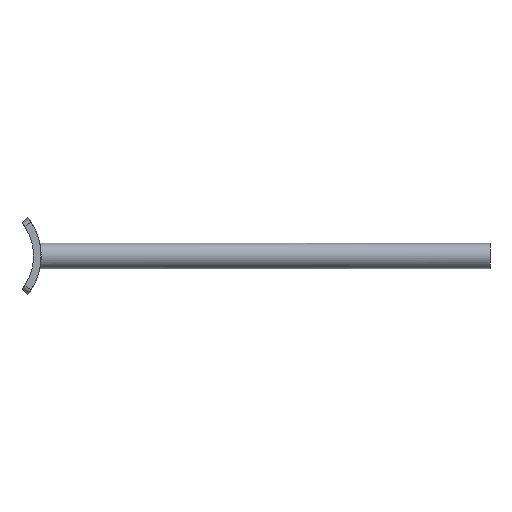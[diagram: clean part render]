
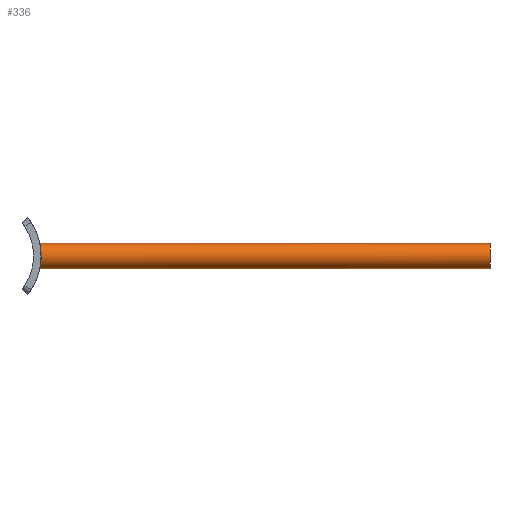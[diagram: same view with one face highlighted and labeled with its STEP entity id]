
A CAD part, front view. The second image highlights one B-rep face of the part: STEP entity #336.
In plain terms, the highlighted cylindrical face has radius 5 mm (diameter 10 mm), a partial arc.
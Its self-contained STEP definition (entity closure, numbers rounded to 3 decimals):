
#1 = CARTESIAN_POINT ( 'NONE',  ( 180., 0., 5. ) ) ;
#21 = VERTEX_POINT ( 'NONE', #723 ) ;
#24 = CARTESIAN_POINT ( 'NONE',  ( 2.511, -1.297, 4.84 ) ) ;
#35 = CARTESIAN_POINT ( 'NONE',  ( 2.478, -0.327, -5. ) ) ;
#47 = CARTESIAN_POINT ( 'NONE',  ( 180., 0., 5. ) ) ;
#108 = CARTESIAN_POINT ( 'NONE',  ( 2.672, -3.051, -3.974 ) ) ;
#114 = CARTESIAN_POINT ( 'NONE',  ( 2.967, -4.839, -1.3 ) ) ;
#125 = CARTESIAN_POINT ( 'NONE',  ( 2.967, -4.839, 1.3 ) ) ;
#126 = DIRECTION ( 'NONE',  ( -1., 0., 0. ) ) ;
#127 = ORIENTED_EDGE ( 'NONE', *, *, #578, .T. ) ;
#134 = CARTESIAN_POINT ( 'NONE',  ( 180., 0., -5. ) ) ;
#135 = CARTESIAN_POINT ( 'NONE',  ( 180., 0., -5. ) ) ;
#148 = CIRCLE ( 'NONE', #242, 5. ) ;
#173 = CARTESIAN_POINT ( 'NONE',  ( 2.706, -3.303, -3.768 ) ) ;
#177 = CARTESIAN_POINT ( 'NONE',  ( 2.706, -3.306, 3.765 ) ) ;
#183 = CARTESIAN_POINT ( 'NONE',  ( 2.531, -1.615, 4.743 ) ) ;
#186 = ORIENTED_EDGE ( 'NONE', *, *, #270, .T. ) ;
#196 = CARTESIAN_POINT ( 'NONE',  ( 180., 0., 0. ) ) ;
#228 = VECTOR ( 'NONE', #688, 1000. ) ;
#242 = AXIS2_PLACEMENT_3D ( 'NONE', #553, #245, #639 ) ;
#245 = DIRECTION ( 'NONE',  ( 1., 0., 0. ) ) ;
#247 = CARTESIAN_POINT ( 'NONE',  ( 2.511, -1.302, -4.839 ) ) ;
#258 = CARTESIAN_POINT ( 'NONE',  ( 3., -5., -0.325 ) ) ;
#264 = CARTESIAN_POINT ( 'NONE',  ( 2.993, -4.967, -0.658 ) ) ;
#269 = CARTESIAN_POINT ( 'NONE',  ( 2.485, -0.657, 4.967 ) ) ;
#270 = EDGE_CURVE ( 'NONE', #934, #357, #454, .T. ) ;
#322 = CARTESIAN_POINT ( 'NONE',  ( 2.478, 0., 5. ) ) ;
#336 = ADVANCED_FACE ( 'NONE', ( #936 ), #732, .T. ) ;
#338 = CARTESIAN_POINT ( 'NONE',  ( 2.899, -4.485, -2.216 ) ) ;
#357 = VERTEX_POINT ( 'NONE', #520 ) ;
#402 = EDGE_CURVE ( 'NONE', #698, #21, #587, .T. ) ;
#407 = CARTESIAN_POINT ( 'NONE',  ( 2.478, 0., -5. ) ) ;
#412 = CARTESIAN_POINT ( 'NONE',  ( 2.485, -0.659, -4.967 ) ) ;
#424 = CARTESIAN_POINT ( 'NONE',  ( 2.855, -4.246, -2.645 ) ) ;
#435 = DIRECTION ( 'NONE',  ( -1., 0., 0. ) ) ;
#454 = LINE ( 'NONE', #1, #228 ) ;
#461 = VECTOR ( 'NONE', #435, 1000. ) ;
#473 = CARTESIAN_POINT ( 'NONE',  ( 2.58, -2.218, -4.493 ) ) ;
#475 = ORIENTED_EDGE ( 'NONE', *, *, #902, .F. ) ;
#479 = CARTESIAN_POINT ( 'NONE',  ( 2.912, -4.556, -2.067 ) ) ;
#490 = CARTESIAN_POINT ( 'NONE',  ( 2.609, -2.51, -4.336 ) ) ;
#505 = EDGE_LOOP ( 'NONE', ( #509, #475, #186, #127 ) ) ;
#509 = ORIENTED_EDGE ( 'NONE', *, *, #402, .F. ) ;
#520 = CARTESIAN_POINT ( 'NONE',  ( 2.478, 0., 5. ) ) ;
#544 = CARTESIAN_POINT ( 'NONE',  ( 2.478, -0.331, 5. ) ) ;
#549 = CARTESIAN_POINT ( 'NONE',  ( 2.871, -4.338, 2.507 ) ) ;
#550 = DIRECTION ( 'NONE',  ( 0., 0., 1. ) ) ;
#553 = CARTESIAN_POINT ( 'NONE',  ( 180., 0., 0. ) ) ;
#556 = CARTESIAN_POINT ( 'NONE',  ( 2.774, -3.766, 3.305 ) ) ;
#563 = CARTESIAN_POINT ( 'NONE',  ( 2.809, -3.975, -3.05 ) ) ;
#568 = CARTESIAN_POINT ( 'NONE',  ( 2.948, -4.745, -1.612 ) ) ;
#578 = EDGE_CURVE ( 'NONE', #357, #21, #646, .T. ) ;
#587 = LINE ( 'NONE', #135, #461 ) ;
#624 = CARTESIAN_POINT ( 'NONE',  ( 2.609, -2.507, 4.338 ) ) ;
#629 = CARTESIAN_POINT ( 'NONE',  ( 2.58, -2.22, 4.492 ) ) ;
#639 = DIRECTION ( 'NONE',  ( 0., 0., -1. ) ) ;
#642 = CARTESIAN_POINT ( 'NONE',  ( 2.672, -3.05, 3.975 ) ) ;
#646 = B_SPLINE_CURVE_WITH_KNOTS ( 'NONE', 3,
 ( #322, #544, #269, #24, #183, #629, #624, #642, #177, #556, #935, #549, #731, #718, #125, #930, #863, #258, #264, #114, #568, #479, #338, #947, #424, #563, #868, #173, #108, #490, #473, #712, #247, #412, #35, #407 ),
 .UNSPECIFIED., .F., .F.,
 ( 4, 2, 2, 2, 2, 2, 2, 2, 2, 2, 2, 2, 2, 2, 2, 2, 2, 4 ),
 ( 0., 0.001, 0.002, 0.003, 0.004, 0.005, 0.006, 0.007, 0.008, 0.009, 0.01, 0.01, 0.011, 0.012, 0.013, 0.014, 0.015, 0.016 ),
 .UNSPECIFIED. ) ;
#688 = DIRECTION ( 'NONE',  ( -1., 0., 0. ) ) ;
#698 = VERTEX_POINT ( 'NONE', #134 ) ;
#712 = CARTESIAN_POINT ( 'NONE',  ( 2.531, -1.613, -4.744 ) ) ;
#718 = CARTESIAN_POINT ( 'NONE',  ( 2.948, -4.743, 1.616 ) ) ;
#723 = CARTESIAN_POINT ( 'NONE',  ( 2.478, 0., -5. ) ) ;
#731 = CARTESIAN_POINT ( 'NONE',  ( 2.9, -4.493, 2.218 ) ) ;
#732 = CYLINDRICAL_SURFACE ( 'NONE', #765, 5. ) ;
#765 = AXIS2_PLACEMENT_3D ( 'NONE', #196, #126, #550 ) ;
#863 = CARTESIAN_POINT ( 'NONE',  ( 3., -5., 0.329 ) ) ;
#868 = CARTESIAN_POINT ( 'NONE',  ( 2.775, -3.767, -3.304 ) ) ;
#902 = EDGE_CURVE ( 'NONE', #934, #698, #148, .T. ) ;
#930 = CARTESIAN_POINT ( 'NONE',  ( 2.993, -4.968, 0.654 ) ) ;
#934 = VERTEX_POINT ( 'NONE', #47 ) ;
#935 = CARTESIAN_POINT ( 'NONE',  ( 2.808, -3.973, 3.054 ) ) ;
#936 = FACE_OUTER_BOUND ( 'NONE', #505, .T. ) ;
#947 = CARTESIAN_POINT ( 'NONE',  ( 2.87, -4.33, -2.505 ) ) ;
